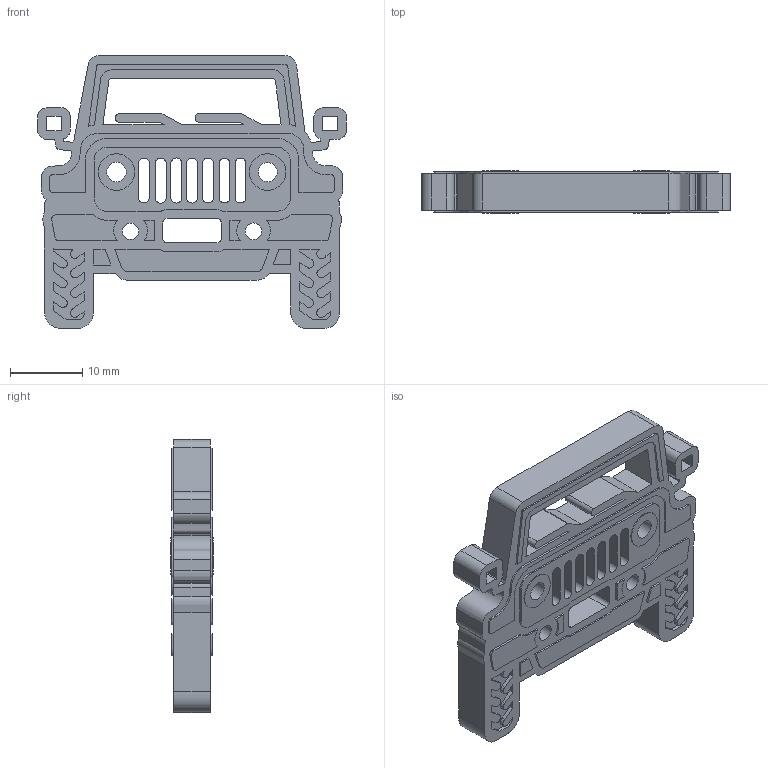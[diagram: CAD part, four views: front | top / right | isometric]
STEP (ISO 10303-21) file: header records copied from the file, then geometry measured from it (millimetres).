
FILE_DESCRIPTION(/* description */ ('STEP AP242','CAx-IF Rec.Pracs.---Representation and Presentation of Product Manufacturing Information (PMI)---4.0---2014-10-13','CAx-IF Rec.Pracs.---3D Tessellated Geometry---0.4---2014-09-14','2;1'),/* implementation_level */ '2;1');
FILE_NAME(/* name */ '66841344a9699d72cd19422f',/* time_stamp */ '2024-07-02T14:48:37Z',/* author */ (''),/* organization */ (''),/* preprocessor_version */ 'ST-DEVELOPER v20',/* originating_system */ ' ',/* authorisation */ ' ');
FILE_SCHEMA (('AP242_MANAGED_MODEL_BASED_3D_ENGINEERING_MIM_LF { 1 0 10303 442 1 1 4 }'));
Length unit declared in the file: metre
Products named in the file (1): Part 1
Bounding box: 42.68 x 5.84 x 37.76 mm (x, y, z)
Volume: 5212.1 mm3; surface area: 4667.7 mm2
Topology: 1 solids, 1 shells, 457 faces, 1281 edges, 854 vertices
Faces by surface type: plane 294, cylinder 84, bspline 79
Full cylindrical faces by diameter (mm): 2.272 x1, 2.317 x1, 2.639 x1, 2.676 x1, 5.049 x2, 5.058 x2
Entity records: 16283 total; most frequent: CARTESIAN_POINT 4816, ORIENTED_EDGE 2546, DIRECTION 2041, EDGE_CURVE 1273, LINE 947, VECTOR 947, VERTEX_POINT 854, AXIS2_PLACEMENT_3D 547
